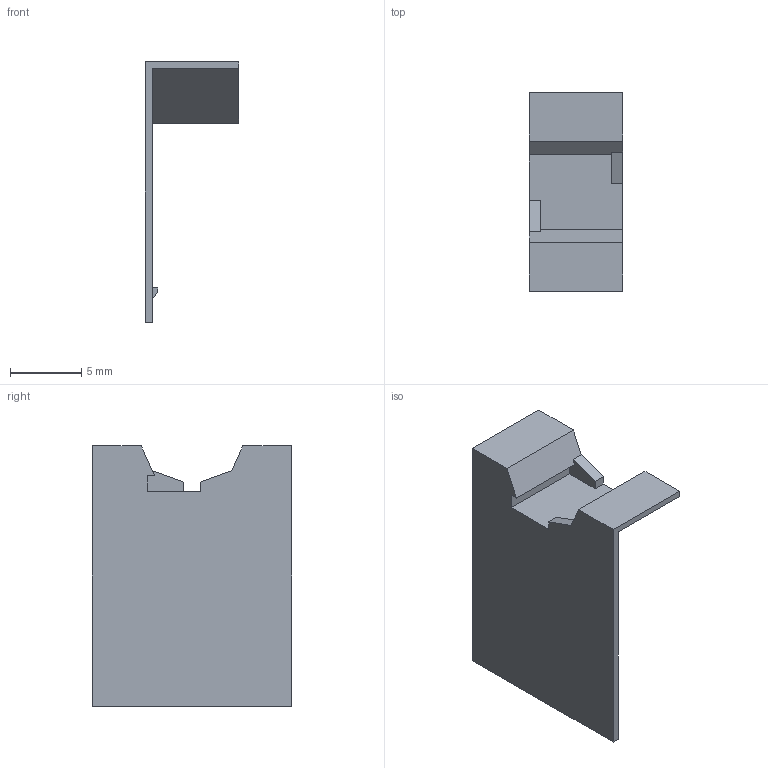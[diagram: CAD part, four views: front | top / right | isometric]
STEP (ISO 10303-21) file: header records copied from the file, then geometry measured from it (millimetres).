
FILE_DESCRIPTION(('Creo Elements/Direct Modeling STEP Export'),'2;1');
FILE_NAME('model.stp','2018-07-03T14:06:36',(''),(''),'Creo Elements/Direct Modeling STEP processor for AP214 (Solid Model)','Creo Elements/Direct Modeling 18.1I 14-Aug-2016 (C) Parametric Technology GmbH','');
FILE_SCHEMA(('AUTOMOTIVE_DESIGN { 1 0 10303 214 1 1 1 1 }'));
Length unit declared in the file: millimetre
Products named in the file (1): GBS_5_UKK_select
Bounding box: 6.6 x 14 x 18.3 mm (x, y, z)
Volume: 267.6 mm3; surface area: 755 mm2
Topology: 1 solids, 1 shells, 34 faces, 90 edges, 60 vertices
Faces by surface type: plane 34
Entity records: 1284 total; most frequent: ORIENTED_EDGE 180, CARTESIAN_POINT 175, DIRECTION 146, EDGE_CURVE 90, VECTOR 84, LINE 84, VERTEX_POINT 60, EDGE_LOOP 36
